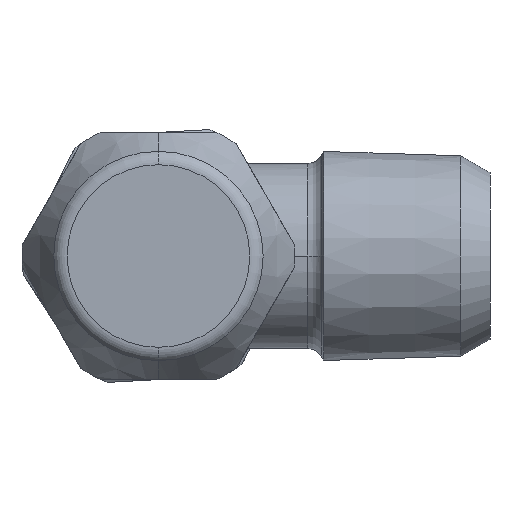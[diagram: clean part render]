
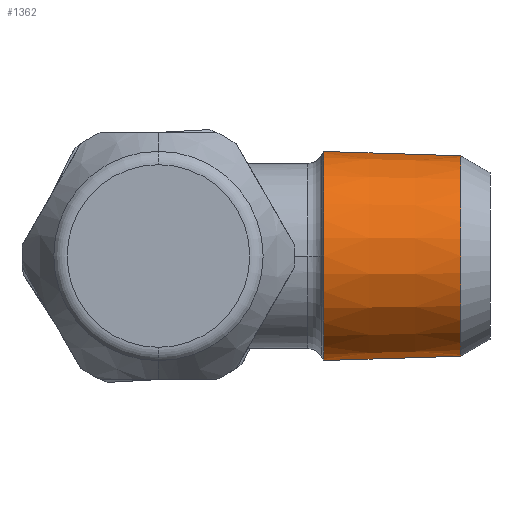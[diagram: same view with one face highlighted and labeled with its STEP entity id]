
A CAD part, left-side view. The second image highlights one B-rep face of the part: STEP entity #1362.
In plain terms, the highlighted conical face has half-angle 1.788 degrees and reference radius 6.831 mm.
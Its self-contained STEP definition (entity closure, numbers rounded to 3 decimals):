
#22 = ORIENTED_EDGE ( 'NONE', *, *, #357, .T. ) ;
#23 = ORIENTED_EDGE ( 'NONE', *, *, #288, .T. ) ;
#93 = EDGE_LOOP ( 'NONE', ( #4379, #4378, #4377, #23, #22 ) ) ;
#288 = EDGE_CURVE ( 'NONE', #621, #643, #897, .T. ) ;
#357 = EDGE_CURVE ( 'NONE', #643, #619, #958, .T. ) ;
#448 = EDGE_CURVE ( 'NONE', #592, #609, #1053, .T. ) ;
#592 = VERTEX_POINT ( 'NONE', #1741 ) ;
#609 = VERTEX_POINT ( 'NONE', #1757 ) ;
#619 = VERTEX_POINT ( 'NONE', #1767 ) ;
#621 = VERTEX_POINT ( 'NONE', #1769 ) ;
#643 = VERTEX_POINT ( 'NONE', #1791 ) ;
#897 = CIRCLE ( 'NONE', #1129, 6.777 ) ;
#958 = CIRCLE ( 'NONE', #1154, 6.777 ) ;
#1053 = CIRCLE ( 'NONE', #1189, 6.5 ) ;
#1129 = AXIS2_PLACEMENT_3D ( 'NONE', #1462, #1463, #1464 ) ;
#1154 = AXIS2_PLACEMENT_3D ( 'NONE', #3985, #3986, #3987 ) ;
#1189 = AXIS2_PLACEMENT_3D ( 'NONE', #3005, #3006, #3007 ) ;
#1260 = AXIS2_PLACEMENT_3D ( 'NONE', #2141, #2142, #2140 ) ;
#1362 = ADVANCED_FACE ( 'NONE', ( #3462 ), #3469, .T. ) ;
#1462 = CARTESIAN_POINT ( 'NONE',  ( 0., -10.717, 0. ) ) ;
#1463 = DIRECTION ( 'NONE',  ( 0., -1., 0. ) ) ;
#1464 = DIRECTION ( 'NONE',  ( 0., 0., 1. ) ) ;
#1741 = CARTESIAN_POINT ( 'NONE',  ( 0., -19.595, 6.5 ) ) ;
#1757 = CARTESIAN_POINT ( 'NONE',  ( 0., -19.595, -6.5 ) ) ;
#1767 = CARTESIAN_POINT ( 'NONE',  ( 0., -10.717, -6.777 ) ) ;
#1769 = CARTESIAN_POINT ( 'NONE',  ( 0., -10.717, 6.777 ) ) ;
#1791 = CARTESIAN_POINT ( 'NONE',  ( -6.777, -10.717, 0. ) ) ;
#2140 = DIRECTION ( 'NONE',  ( 0., 0., 1. ) ) ;
#2141 = CARTESIAN_POINT ( 'NONE',  ( 0., -9., 0. ) ) ;
#2142 = DIRECTION ( 'NONE',  ( 0., 1., 0. ) ) ;
#2773 = DIRECTION ( 'NONE',  ( 0., 1., -0.031 ) ) ;
#2801 = CARTESIAN_POINT ( 'NONE',  ( 0., -9., -6.831 ) ) ;
#2805 = CARTESIAN_POINT ( 'NONE',  ( 0., -9., 6.831 ) ) ;
#2806 = DIRECTION ( 'NONE',  ( 0., 1., 0.031 ) ) ;
#3005 = CARTESIAN_POINT ( 'NONE',  ( 0., -19.595, 0. ) ) ;
#3006 = DIRECTION ( 'NONE',  ( 0., -1., 0. ) ) ;
#3007 = DIRECTION ( 'NONE',  ( 0., 0., -1. ) ) ;
#3462 = FACE_OUTER_BOUND ( 'NONE', #93, .T. ) ;
#3469 = CONICAL_SURFACE ( 'NONE', #1260, 6.831, 0.031 ) ;
#3626 = LINE ( 'NONE', #2801, #3636 ) ;
#3636 = VECTOR ( 'NONE', #2773, 1000. ) ;
#3638 = LINE ( 'NONE', #2805, #3640 ) ;
#3640 = VECTOR ( 'NONE', #2806, 1000. ) ;
#3985 = CARTESIAN_POINT ( 'NONE',  ( 0., -10.717, 0. ) ) ;
#3986 = DIRECTION ( 'NONE',  ( 0., -1., 0. ) ) ;
#3987 = DIRECTION ( 'NONE',  ( 0., 0., 1. ) ) ;
#4224 = EDGE_CURVE ( 'NONE', #609, #619, #3626, .T. ) ;
#4227 = EDGE_CURVE ( 'NONE', #592, #621, #3638, .T. ) ;
#4377 = ORIENTED_EDGE ( 'NONE', *, *, #4227, .T. ) ;
#4378 = ORIENTED_EDGE ( 'NONE', *, *, #448, .F. ) ;
#4379 = ORIENTED_EDGE ( 'NONE', *, *, #4224, .F. ) ;
